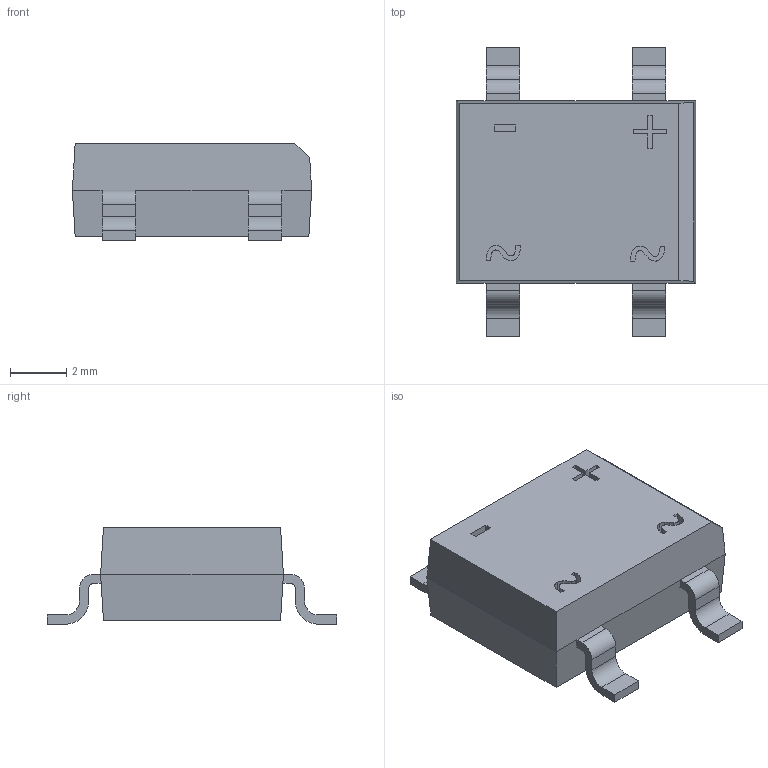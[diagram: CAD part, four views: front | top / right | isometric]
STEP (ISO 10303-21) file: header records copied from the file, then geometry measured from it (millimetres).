
FILE_DESCRIPTION(/* description */ (''),/* implementation_level */ '2;1');
FILE_NAME(/* name */ 'DFS.stp',/* time_stamp */ '2016-06-08T00:37:15-07:00',/* author */ ('victormp'),/* organization */ (''),/* preprocessor_version */ 'ST-DEVELOPER v16.5');
FILE_SCHEMA (('AUTOMOTIVE_DESIGN { 1 0 10303 214 3 1 1 }'));
Length unit declared in the file: millimetre
Products named in the file (1): DFS
Bounding box: 8.51 x 10.3 x 3.43 mm (x, y, z)
Volume: 180.3 mm3; surface area: 251.3 mm2
Topology: 1 solids, 1 shells, 119 faces, 327 edges, 214 vertices
Faces by surface type: plane 71, bspline 32, cylinder 16
Entity records: 4097 total; most frequent: CARTESIAN_POINT 1173, ORIENTED_EDGE 654, DIRECTION 471, EDGE_CURVE 327, LINE 231, VECTOR 231, VERTEX_POINT 214, EDGE_LOOP 123
